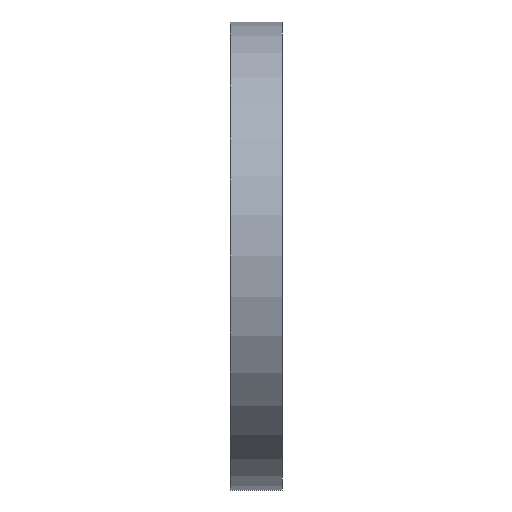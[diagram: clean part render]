
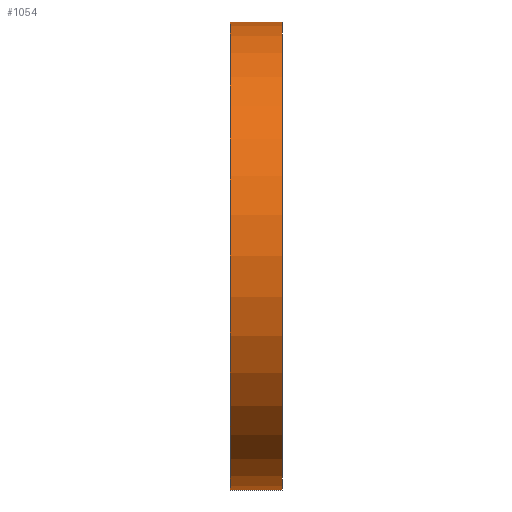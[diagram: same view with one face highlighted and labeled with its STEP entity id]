
A CAD part, left-side view. The second image highlights one B-rep face of the part: STEP entity #1054.
In plain terms, the highlighted cylindrical face has radius 45 mm (diameter 90 mm), a partial arc.
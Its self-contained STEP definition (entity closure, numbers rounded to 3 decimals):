
#7 = CARTESIAN_POINT ( 'NONE',  ( 0., 10., 0. ) ) ;
#50 = EDGE_CURVE ( 'NONE', #570, #132, #621, .T. ) ;
#58 = EDGE_CURVE ( 'NONE', #979, #150, #290, .T. ) ;
#59 = EDGE_LOOP ( 'NONE', ( #1020, #1150, #1028, #1052 ) ) ;
#70 = DIRECTION ( 'NONE',  ( 0., -1., 0. ) ) ;
#79 = DIRECTION ( 'NONE',  ( 0., -1., 0. ) ) ;
#101 = CARTESIAN_POINT ( 'NONE',  ( 0., 10., 45. ) ) ;
#132 = VERTEX_POINT ( 'NONE', #163 ) ;
#141 = CARTESIAN_POINT ( 'NONE',  ( 0., 0., 0. ) ) ;
#150 = VERTEX_POINT ( 'NONE', #101 ) ;
#163 = CARTESIAN_POINT ( 'NONE',  ( 0., 0., 45. ) ) ;
#171 = CARTESIAN_POINT ( 'NONE',  ( 0., 10., -45. ) ) ;
#225 = DIRECTION ( 'NONE',  ( 0., 0., 1. ) ) ;
#259 = CYLINDRICAL_SURFACE ( 'NONE', #1045, 45. ) ;
#290 = CIRCLE ( 'NONE', #439, 45. ) ;
#439 = AXIS2_PLACEMENT_3D ( 'NONE', #618, #970, #225 ) ;
#459 = DIRECTION ( 'NONE',  ( 0., -1., 0. ) ) ;
#466 = CARTESIAN_POINT ( 'NONE',  ( 0., 10., -45. ) ) ;
#570 = VERTEX_POINT ( 'NONE', #1006 ) ;
#618 = CARTESIAN_POINT ( 'NONE',  ( 0., 10., 0. ) ) ;
#621 = CIRCLE ( 'NONE', #639, 45. ) ;
#639 = AXIS2_PLACEMENT_3D ( 'NONE', #141, #1057, #1002 ) ;
#669 = VECTOR ( 'NONE', #79, 1000. ) ;
#725 = FACE_OUTER_BOUND ( 'NONE', #59, .T. ) ;
#767 = VECTOR ( 'NONE', #70, 1000. ) ;
#831 = EDGE_CURVE ( 'NONE', #150, #132, #903, .T. ) ;
#903 = LINE ( 'NONE', #1089, #767 ) ;
#970 = DIRECTION ( 'NONE',  ( 0., 1., 0. ) ) ;
#979 = VERTEX_POINT ( 'NONE', #466 ) ;
#1002 = DIRECTION ( 'NONE',  ( 0., 0., 1. ) ) ;
#1006 = CARTESIAN_POINT ( 'NONE',  ( 0., 0., -45. ) ) ;
#1008 = LINE ( 'NONE', #171, #669 ) ;
#1020 = ORIENTED_EDGE ( 'NONE', *, *, #831, .F. ) ;
#1028 = ORIENTED_EDGE ( 'NONE', *, *, #1173, .T. ) ;
#1045 = AXIS2_PLACEMENT_3D ( 'NONE', #7, #459, #1112 ) ;
#1052 = ORIENTED_EDGE ( 'NONE', *, *, #50, .T. ) ;
#1054 = ADVANCED_FACE ( 'NONE', ( #725 ), #259, .T. ) ;
#1057 = DIRECTION ( 'NONE',  ( 0., 1., 0. ) ) ;
#1089 = CARTESIAN_POINT ( 'NONE',  ( 0., 10., 45. ) ) ;
#1112 = DIRECTION ( 'NONE',  ( 0., 0., -1. ) ) ;
#1150 = ORIENTED_EDGE ( 'NONE', *, *, #58, .F. ) ;
#1173 = EDGE_CURVE ( 'NONE', #979, #570, #1008, .T. ) ;
